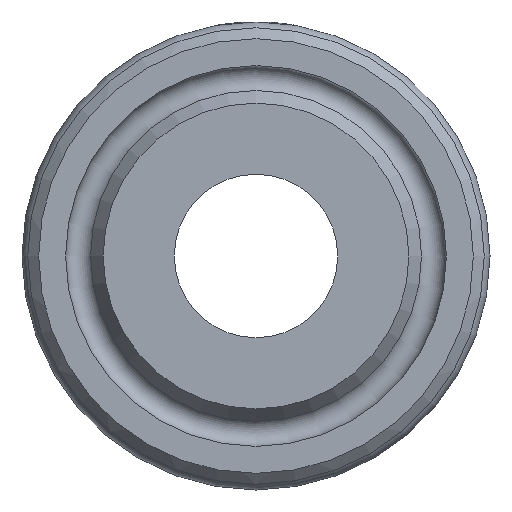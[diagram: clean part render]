
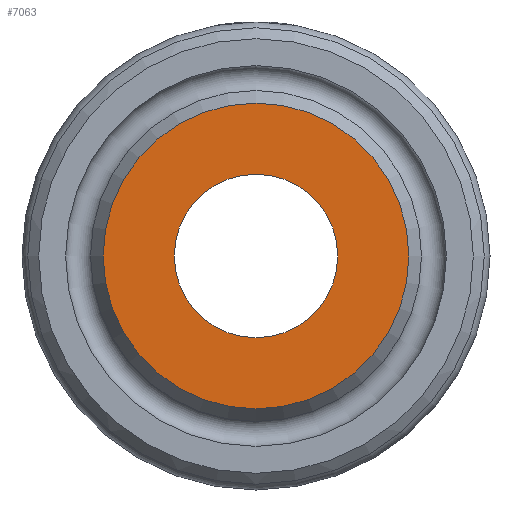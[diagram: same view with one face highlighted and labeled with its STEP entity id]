
A CAD part, left-side view. The second image highlights one B-rep face of the part: STEP entity #7063.
In plain terms, the highlighted planar face has unit normal (-1, 0, 0).
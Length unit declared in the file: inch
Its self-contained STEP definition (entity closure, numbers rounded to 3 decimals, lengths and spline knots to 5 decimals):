
#115=FACE_BOUND('',#1297,.T.);
#284=PLANE('',#7471);
#851=FACE_OUTER_BOUND('',#1296,.T.);
#1296=EDGE_LOOP('',(#6593));
#1297=EDGE_LOOP('',(#6594));
#2436=CIRCLE('',#7470,0.185);
#2437=CIRCLE('',#7472,0.34605);
#3488=VERTEX_POINT('',#15501);
#3489=VERTEX_POINT('',#15504);
#4525=EDGE_CURVE('',#3488,#3488,#2436,.T.);
#4526=EDGE_CURVE('',#3489,#3489,#2437,.T.);
#6593=ORIENTED_EDGE('',*,*,#4526,.F.);
#6594=ORIENTED_EDGE('',*,*,#4525,.T.);
#7063=ADVANCED_FACE('',(#851,#115),#284,.T.);
#7470=AXIS2_PLACEMENT_3D('',#15502,#8771,#8772);
#7471=AXIS2_PLACEMENT_3D('',#15503,#8773,#8774);
#7472=AXIS2_PLACEMENT_3D('',#15505,#8775,#8776);
#8771=DIRECTION('center_axis',(1.,0.,0.));
#8772=DIRECTION('ref_axis',(0.,1.,0.));
#8773=DIRECTION('center_axis',(-1.,0.,0.));
#8774=DIRECTION('ref_axis',(0.,0.,1.));
#8775=DIRECTION('center_axis',(1.,0.,0.));
#8776=DIRECTION('ref_axis',(0.,1.,0.));
#15501=CARTESIAN_POINT('',(0.031,0.185,0.));
#15502=CARTESIAN_POINT('Origin',(0.031,0.,
0.));
#15503=CARTESIAN_POINT('Origin',(0.031,0.26553,0.));
#15504=CARTESIAN_POINT('',(0.031,0.34605,0.));
#15505=CARTESIAN_POINT('Origin',(0.031,0.,
0.));
